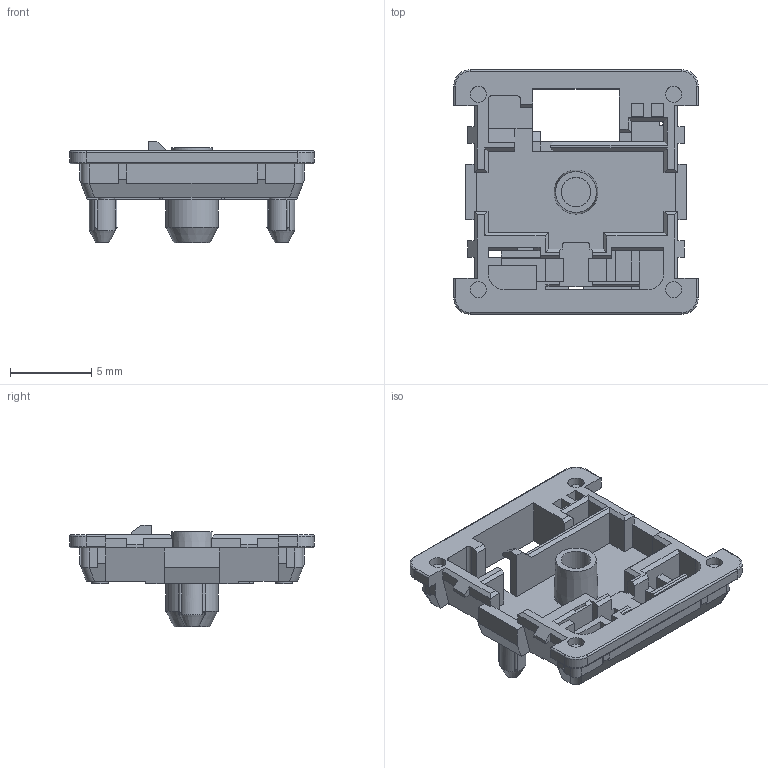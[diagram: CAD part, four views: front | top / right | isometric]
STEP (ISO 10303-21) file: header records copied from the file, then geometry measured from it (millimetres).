
FILE_DESCRIPTION(('FreeCAD Model'),'2;1');
FILE_NAME('Open CASCADE Shape Model','2023-05-17T15:51:25',(''),(''), 'Open CASCADE STEP processor 7.6','FreeCAD','Unknown');
FILE_SCHEMA(('AUTOMOTIVE_DESIGN { 1 0 10303 214 1 1 1 1 }'));
Length unit declared in the file: millimetre
Products named in the file (1): bottom
Bounding box: 15 x 15 x 6.25 mm (x, y, z)
Volume: 277.4 mm3; surface area: 909.4 mm2
Topology: 1 solids, 1 shells, 322 faces, 866 edges, 558 vertices
Faces by surface type: plane 254, cylinder 52, torus 8, extrusion 4, cone 4
Full cylindrical faces by diameter (mm): 0.25 x1, 1 x8, 1.8 x1, 2.7 x1, 3.2 x1
Entity records: 10229 total; most frequent: CARTESIAN_POINT 2054, ORIENTED_EDGE 1732, DIRECTION 1615, EDGE_CURVE 866, VECTOR 745, LINE 741, VERTEX_POINT 558, AXIS2_PLACEMENT_3D 435
